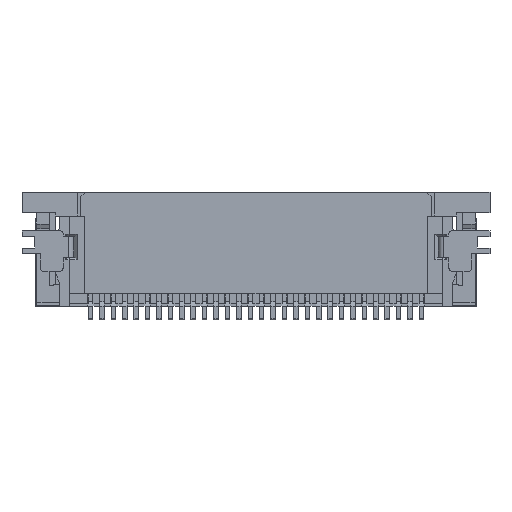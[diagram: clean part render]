
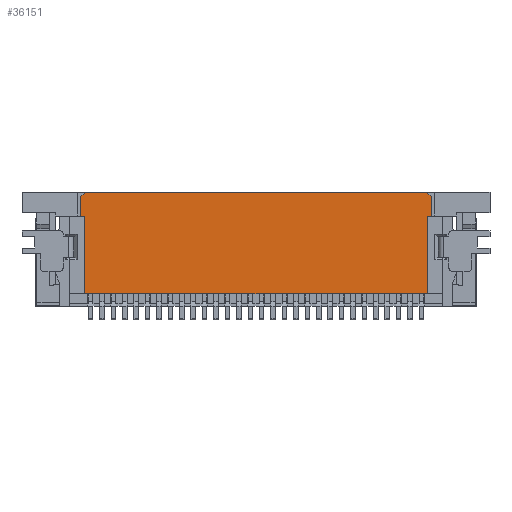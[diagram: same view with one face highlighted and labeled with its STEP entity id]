
A CAD part, front view. The second image highlights one B-rep face of the part: STEP entity #36151.
In plain terms, the highlighted planar face has unit normal (0, -1, 0).
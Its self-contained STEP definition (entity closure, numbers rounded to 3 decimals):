
#1317=DIRECTION('',(1.,0.,0.));
#1318=VECTOR('',#1317,15.);
#1319=CARTESIAN_POINT('',(-7.5,0.06,0.55));
#1320=LINE('',#1319,#1318);
#6953=DIRECTION('',(0.,0.,-1.));
#6954=VECTOR('',#6953,0.85);
#6955=CARTESIAN_POINT('',(7.675,0.06,4.8));
#6956=LINE('',#6955,#6954);
#6957=DIRECTION('',(-0.707,0.,0.707));
#6958=VECTOR('',#6957,0.283);
#6959=CARTESIAN_POINT('',(7.675,0.06,4.8));
#6960=LINE('',#6959,#6958);
#6973=DIRECTION('',(1.,0.,0.));
#6974=VECTOR('',#6973,0.175);
#6975=CARTESIAN_POINT('',(7.5,0.06,3.95));
#6976=LINE('',#6975,#6974);
#6977=DIRECTION('',(0.,0.,1.));
#6978=VECTOR('',#6977,3.4);
#6979=CARTESIAN_POINT('',(7.5,0.06,0.55));
#6980=LINE('',#6979,#6978);
#6981=DIRECTION('',(0.,0.,-1.));
#6982=VECTOR('',#6981,3.4);
#6983=CARTESIAN_POINT('',(-7.5,0.06,3.95));
#6984=LINE('',#6983,#6982);
#6985=DIRECTION('',(1.,0.,0.));
#6986=VECTOR('',#6985,0.175);
#6987=CARTESIAN_POINT('',(-7.675,0.06,3.95));
#6988=LINE('',#6987,#6986);
#7461=DIRECTION('',(1.,0.,0.));
#7462=VECTOR('',#7461,14.95);
#7463=CARTESIAN_POINT('',(-7.475,0.06,5.));
#7464=LINE('',#7463,#7462);
#20785=DIRECTION('',(0.707,0.,0.707));
#20786=VECTOR('',#20785,0.283);
#20787=CARTESIAN_POINT('',(-7.675,0.06,4.8));
#20788=LINE('',#20787,#20786);
#20801=DIRECTION('',(0.,0.,-1.));
#20802=VECTOR('',#20801,0.85);
#20803=CARTESIAN_POINT('',(-7.675,0.06,4.8));
#20804=LINE('',#20803,#20802);
#21093=CARTESIAN_POINT('',(-7.475,0.06,5.));
#21094=CARTESIAN_POINT('',(7.475,0.06,5.));
#21095=VERTEX_POINT('',#21093);
#21096=VERTEX_POINT('',#21094);
#21097=CARTESIAN_POINT('',(7.675,0.06,4.8));
#21098=VERTEX_POINT('',#21097);
#21099=CARTESIAN_POINT('',(-7.675,0.06,4.8));
#21100=VERTEX_POINT('',#21099);
#21101=CARTESIAN_POINT('',(7.5,0.06,0.55));
#21102=CARTESIAN_POINT('',(7.5,0.06,3.95));
#21103=VERTEX_POINT('',#21101);
#21104=VERTEX_POINT('',#21102);
#21105=CARTESIAN_POINT('',(7.675,0.06,3.95));
#21106=VERTEX_POINT('',#21105);
#21107=CARTESIAN_POINT('',(-7.675,0.06,3.95));
#21108=CARTESIAN_POINT('',(-7.5,0.06,3.95));
#21109=VERTEX_POINT('',#21107);
#21110=VERTEX_POINT('',#21108);
#21111=CARTESIAN_POINT('',(-7.5,0.06,0.55));
#21112=VERTEX_POINT('',#21111);
#36129=CARTESIAN_POINT('',(0.,0.06,3.95));
#36130=DIRECTION('',(0.,-1.,0.));
#36131=DIRECTION('',(1.,0.,0.));
#36132=AXIS2_PLACEMENT_3D('',#36129,#36130,#36131);
#36133=PLANE('',#36132);
#36135=ORIENTED_EDGE('',*,*,#36134,.T.);
#36136=ORIENTED_EDGE('',*,*,#36120,.F.);
#36137=ORIENTED_EDGE('',*,*,#36110,.T.);
#36138=ORIENTED_EDGE('',*,*,#32751,.F.);
#36140=ORIENTED_EDGE('',*,*,#36139,.F.);
#36141=ORIENTED_EDGE('',*,*,#29256,.F.);
#36143=ORIENTED_EDGE('',*,*,#36142,.F.);
#36144=ORIENTED_EDGE('',*,*,#32729,.F.);
#36146=ORIENTED_EDGE('',*,*,#36145,.F.);
#36148=ORIENTED_EDGE('',*,*,#36147,.T.);
#36149=EDGE_LOOP('',(#36135,#36136,#36137,#36138,#36140,#36141,#36143,#36144,
#36146,#36148));
#36150=FACE_OUTER_BOUND('',#36149,.F.);
#36151=ADVANCED_FACE('',(#36150),#36133,.T.);
#29256=EDGE_CURVE('',#21112,#21103,#1320,.T.);
#32729=EDGE_CURVE('',#21109,#21110,#6988,.T.);
#32751=EDGE_CURVE('',#21104,#21106,#6976,.T.);
#36110=EDGE_CURVE('',#21098,#21106,#6956,.T.);
#36120=EDGE_CURVE('',#21098,#21096,#6960,.T.);
#36134=EDGE_CURVE('',#21095,#21096,#7464,.T.);
#36139=EDGE_CURVE('',#21103,#21104,#6980,.T.);
#36142=EDGE_CURVE('',#21110,#21112,#6984,.T.);
#36145=EDGE_CURVE('',#21100,#21109,#20804,.T.);
#36147=EDGE_CURVE('',#21100,#21095,#20788,.T.);
